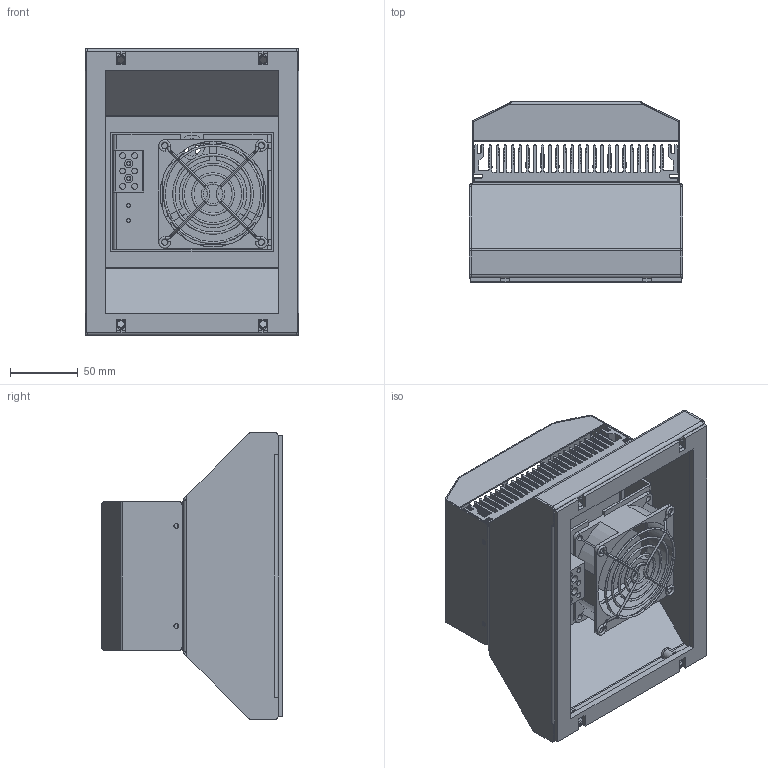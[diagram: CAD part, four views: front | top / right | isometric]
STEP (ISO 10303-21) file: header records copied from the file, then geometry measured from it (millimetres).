
FILE_DESCRIPTION((''),'2;1');
FILE_NAME('TG3030-EXTERNAL','2017-04-12T',('briang'),(''),'CREO PARAMETRIC BY PTC INC, 2014500','CREO PARAMETRIC BY PTC INC, 2014500','');
FILE_SCHEMA(('CONFIG_CONTROL_DESIGN'));
Products named in the file (1): TG3030-EXTERNAL
Bounding box: 158 x 133.3 x 212 mm (x, y, z)
Volume: 470338.9 mm3; surface area: 431673.6 mm2
Topology: 4 solids, 21 shells, 2261 faces, 8411 edges, 6074 vertices
Faces by surface type: cylinder 1080, plane 1077, torus 48, cone 36, bspline 16, extrusion 4
Entity records: 95543 total; most frequent: CARTESIAN_POINT 22445, ORIENTED_EDGE 16410, DIRECTION 14945, EDGE_CURVE 8407, VERTEX_POINT 6072, AXIS2_PLACEMENT_3D 5514, VECTOR 3917, LINE 3913
